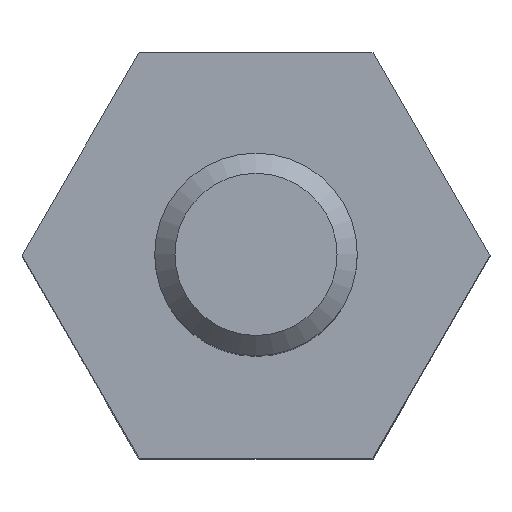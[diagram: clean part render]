
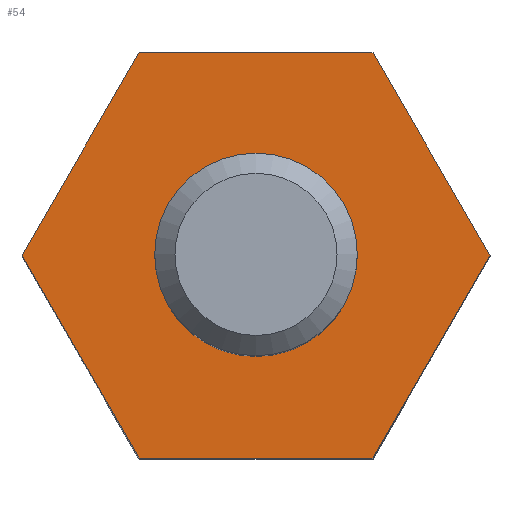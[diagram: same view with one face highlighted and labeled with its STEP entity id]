
A CAD part, top view. The second image highlights one B-rep face of the part: STEP entity #54.
In plain terms, the highlighted planar face has unit normal (0, 0, 1).
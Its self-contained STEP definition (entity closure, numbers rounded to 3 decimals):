
#54 = ADVANCED_FACE( '', ( #125, #126 ), #127, .T. );
#125 = FACE_BOUND( '', #223, .T. );
#126 = FACE_OUTER_BOUND( '', #224, .T. );
#127 = PLANE( '', #225 );
#223 = EDGE_LOOP( '', ( #325 ) );
#224 = EDGE_LOOP( '', ( #326, #327, #328, #329, #330, #331 ) );
#225 = AXIS2_PLACEMENT_3D( '', #332, #333, #334 );
#325 = ORIENTED_EDGE( '', *, *, #508, .T. );
#326 = ORIENTED_EDGE( '', *, *, #509, .T. );
#327 = ORIENTED_EDGE( '', *, *, #510, .T. );
#328 = ORIENTED_EDGE( '', *, *, #506, .T. );
#329 = ORIENTED_EDGE( '', *, *, #511, .T. );
#330 = ORIENTED_EDGE( '', *, *, #512, .T. );
#331 = ORIENTED_EDGE( '', *, *, #513, .T. );
#332 = CARTESIAN_POINT( '', ( 0., 0., 0. ) );
#333 = DIRECTION( '', ( 0., 0., 1. ) );
#334 = DIRECTION( '', ( 1., 0., 0. ) );
#506 = EDGE_CURVE( '', #575, #581, #583, .T. );
#508 = EDGE_CURVE( '', #585, #585, #586, .F. );
#509 = EDGE_CURVE( '', #587, #588, #589, .T. );
#510 = EDGE_CURVE( '', #588, #575, #590, .T. );
#511 = EDGE_CURVE( '', #581, #591, #592, .T. );
#512 = EDGE_CURVE( '', #591, #593, #594, .T. );
#513 = EDGE_CURVE( '', #593, #587, #595, .T. );
#575 = VERTEX_POINT( '', #675 );
#581 = VERTEX_POINT( '', #684 );
#583 = LINE( '', #687, #688 );
#585 = VERTEX_POINT( '', #690 );
#586 = CIRCLE( '', #691, 1.3 );
#587 = VERTEX_POINT( '', #692 );
#588 = VERTEX_POINT( '', #693 );
#589 = LINE( '', #694, #695 );
#590 = LINE( '', #696, #697 );
#591 = VERTEX_POINT( '', #698 );
#592 = LINE( '', #699, #700 );
#593 = VERTEX_POINT( '', #701 );
#594 = LINE( '', #702, #703 );
#595 = LINE( '', #704, #705 );
#675 = CARTESIAN_POINT( '', ( 3.464, 0., 0. ) );
#684 = CARTESIAN_POINT( '', ( 1.732, 3., 0. ) );
#687 = CARTESIAN_POINT( '', ( 3.464, 0., 0. ) );
#688 = VECTOR( '', #795, 1000. );
#690 = CARTESIAN_POINT( '', ( 1.3, 0., 0. ) );
#691 = AXIS2_PLACEMENT_3D( '', #796, #797, #798 );
#692 = CARTESIAN_POINT( '', ( -1.732, -3., 0. ) );
#693 = CARTESIAN_POINT( '', ( 1.732, -3., 0. ) );
#694 = CARTESIAN_POINT( '', ( -1.732, -3., 0. ) );
#695 = VECTOR( '', #799, 1000. );
#696 = CARTESIAN_POINT( '', ( 1.732, -3., 0. ) );
#697 = VECTOR( '', #800, 1000. );
#698 = CARTESIAN_POINT( '', ( -1.732, 3., 0. ) );
#699 = CARTESIAN_POINT( '', ( 1.732, 3., 0. ) );
#700 = VECTOR( '', #801, 1000. );
#701 = CARTESIAN_POINT( '', ( -3.464, 0., 0. ) );
#702 = CARTESIAN_POINT( '', ( -1.732, 3., 0. ) );
#703 = VECTOR( '', #802, 1000. );
#704 = CARTESIAN_POINT( '', ( -3.464, 0., 0. ) );
#705 = VECTOR( '', #803, 1000. );
#795 = DIRECTION( '', ( -0.5, 0.866, 0. ) );
#796 = CARTESIAN_POINT( '', ( 0., 0., 0. ) );
#797 = DIRECTION( '', ( 0., 0., 1. ) );
#798 = DIRECTION( '', ( 1., 0., 0. ) );
#799 = DIRECTION( '', ( 1., 0., 0. ) );
#800 = DIRECTION( '', ( 0.5, 0.866, 0. ) );
#801 = DIRECTION( '', ( -1., 0., 0. ) );
#802 = DIRECTION( '', ( -0.5, -0.866, 0. ) );
#803 = DIRECTION( '', ( 0.5, -0.866, 0. ) );
